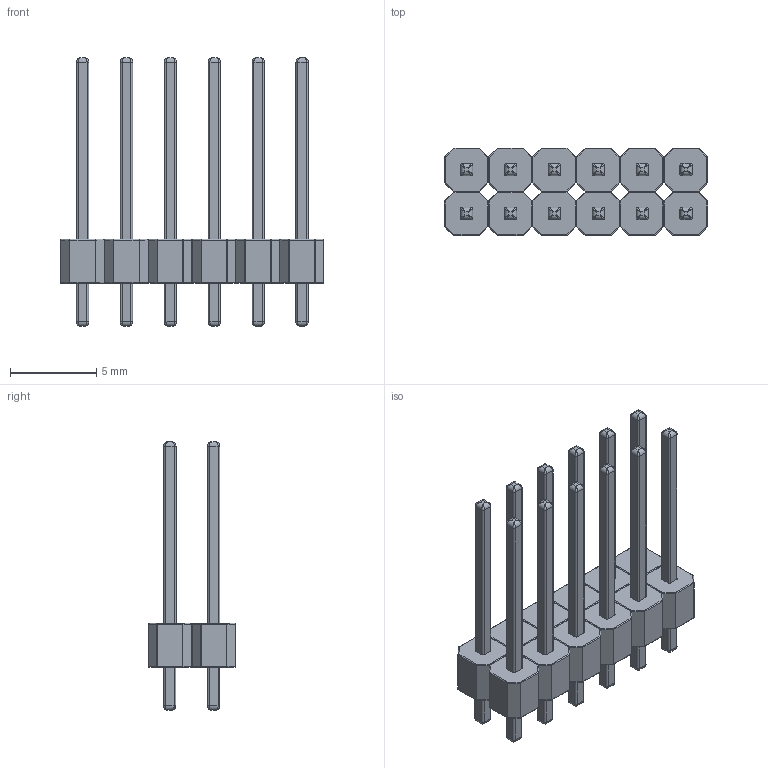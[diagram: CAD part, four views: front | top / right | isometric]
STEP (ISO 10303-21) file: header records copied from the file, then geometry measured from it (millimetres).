
FILE_DESCRIPTION(/* description */ (''),/* implementation_level */ '2;1');
FILE_NAME(/* name */ 'Header 6x2.step',/* time_stamp */ '2024-09-19T19:12:25+02:00',/* author */ (''),/* organization */ (''),/* preprocessor_version */ 'ST-DEVELOPER v20',/* originating_system */ 'Autodesk Translation Framework v13.14.0.145',/* authorisation */ '');
FILE_SCHEMA (('AUTOMOTIVE_DESIGN { 1 0 10303 214 3 1 1 }'));
Length unit declared in the file: millimetre
Products named in the file (4): Header 1; Header 1 pin; Body2; Component12
Assembly tree (3 placements, depth 2):
  Header 1
    Header 1 pin
    Body2
    Component12
Bounding box: 15.24 x 5.08 x 15.54 mm (x, y, z)
Volume: 255.5 mm3; surface area: 815.8 mm2
Topology: 12 solids, 12 shells, 1008 faces, 2112 edges, 1056 vertices
Faces by surface type: cylinder 480, plane 240, sphere 192, bspline 96
Entity records: 27450 total; most frequent: CARTESIAN_POINT 5911, DIRECTION 4814, ORIENTED_EDGE 4032, EDGE_CURVE 2016, AXIS2_PLACEMENT_3D 1879, LINE 1056, VECTOR 1056, VERTEX_POINT 1056
